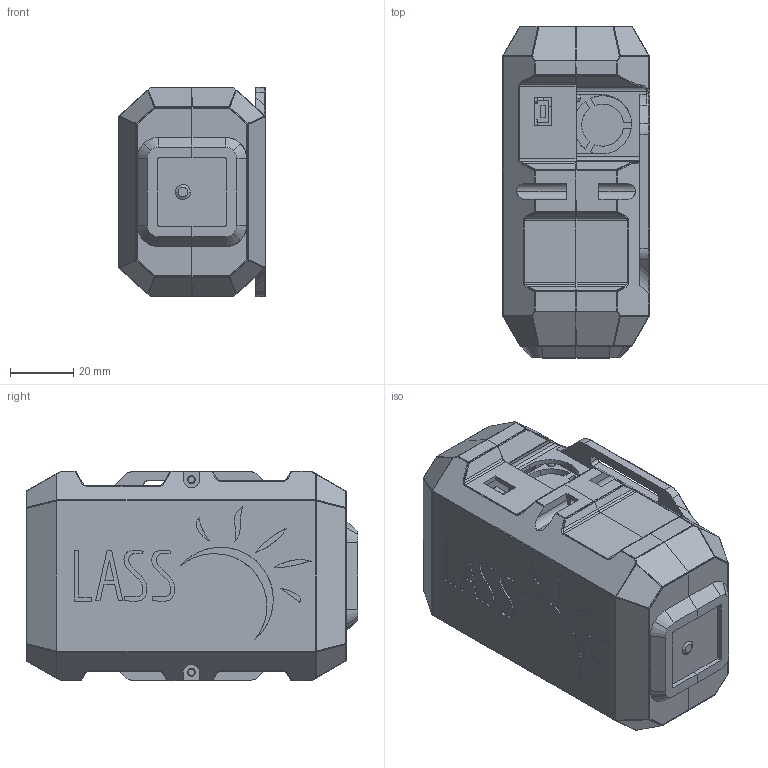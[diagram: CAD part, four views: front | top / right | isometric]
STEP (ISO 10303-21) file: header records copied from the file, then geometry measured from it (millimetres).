
FILE_DESCRIPTION(('CATIA V5 STEP Exchange'),'2;1');
FILE_NAME('LASS BOX ver3_1.stp','2016-03-18T15:11:38+00:00',('none'),('none'),'CATIA Version 5 Release 16 (IN-10)','CATIA V5 STEP AP203','none');
FILE_SCHEMA(('CONFIG_CONTROL_DESIGN'));
Products named in the file (1): LASS BOX ver3
Bounding box: 46.3 x 104.7 x 66 mm (x, y, z)
Volume: 117063.8 mm3; surface area: 88162.9 mm2
Topology: 8 solids, 8 shells, 1509 faces, 4057 edges, 2476 vertices
Faces by surface type: plane 715, cylinder 534, sphere 147, extrusion 47, bspline 40, revolution 12, cone 10, torus 4
Entity records: 50361 total; most frequent: CARTESIAN_POINT 16771, ORIENTED_EDGE 7812, DIRECTION 5264, EDGE_CURVE 3906, VECTOR 2506, VERTEX_POINT 2476, LINE 2459, EDGE_LOOP 1616
